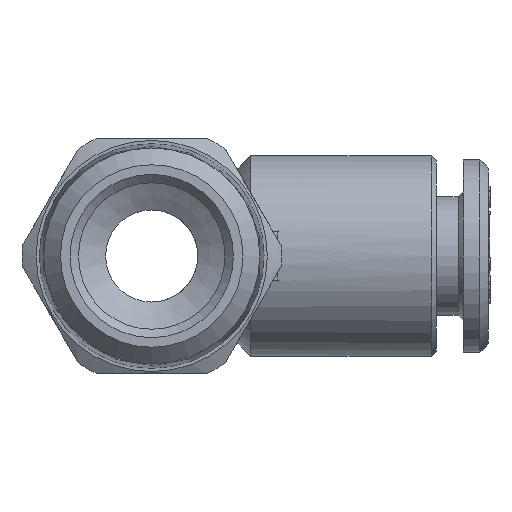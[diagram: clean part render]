
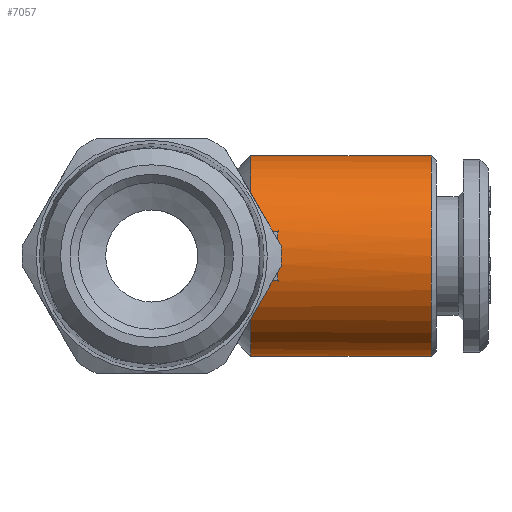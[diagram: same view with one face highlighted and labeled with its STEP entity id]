
A CAD part, front view. The second image highlights one B-rep face of the part: STEP entity #7057.
In plain terms, the highlighted cylindrical face has radius 6 mm (diameter 12 mm), a full revolution.
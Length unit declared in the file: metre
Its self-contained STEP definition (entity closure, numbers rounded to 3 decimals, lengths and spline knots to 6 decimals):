
#51=ELLIPSE('',#7228,0.030755,0.006);
#52=ELLIPSE('',#7327,0.030755,0.006);
#73=CYLINDRICAL_SURFACE('',#7332,0.006);
#128=CIRCLE('',#7276,0.006);
#131=CIRCLE('',#7289,0.006);
#134=CIRCLE('',#7331,0.006);
#2498=ORIENTED_EDGE('',*,*,#3218,.T.);
#2499=ORIENTED_EDGE('',*,*,#3247,.F.);
#2500=ORIENTED_EDGE('',*,*,#3065,.F.);
#2501=ORIENTED_EDGE('',*,*,#3092,.T.);
#2502=ORIENTED_EDGE('',*,*,#3245,.T.);
#2503=ORIENTED_EDGE('',*,*,#3179,.F.);
#2504=ORIENTED_EDGE('',*,*,#3083,.T.);
#2505=ORIENTED_EDGE('',*,*,#3081,.T.);
#3065=EDGE_CURVE('',#3670,#3671,#51,.T.);
#3081=EDGE_CURVE('',#3679,#3678,#3913,.T.);
#3083=EDGE_CURVE('',#3680,#3679,#3914,.T.);
#3092=EDGE_CURVE('',#3670,#3684,#3917,.T.);
#3179=EDGE_CURVE('',#3680,#3723,#128,.T.);
#3218=EDGE_CURVE('',#3737,#3737,#131,.T.);
#3245=EDGE_CURVE('',#3684,#3723,#52,.T.);
#3247=EDGE_CURVE('',#3671,#3678,#134,.T.);
#3670=VERTEX_POINT('',#12579);
#3671=VERTEX_POINT('',#12580);
#3678=VERTEX_POINT('',#12695);
#3679=VERTEX_POINT('',#12700);
#3680=VERTEX_POINT('',#12706);
#3684=VERTEX_POINT('',#12825);
#3723=VERTEX_POINT('',#13990);
#3737=VERTEX_POINT('',#14484);
#3913=B_SPLINE_CURVE_WITH_KNOTS('',3,(#12696,#12697,#12698,#12699),
 .UNSPECIFIED.,.F.,.F.,(4,4),(0.,0.000779),
 .UNSPECIFIED.);
#3914=B_SPLINE_CURVE_WITH_KNOTS('',3,(#12702,#12703,#12704,#12705),
 .UNSPECIFIED.,.F.,.F.,(4,4),(0.,0.000779),
 .UNSPECIFIED.);
#3917=B_SPLINE_CURVE_WITH_KNOTS('',3,(#12826,#12827,#12828,#12829),
 .UNSPECIFIED.,.F.,.F.,(4,4),(0.,0.003007),
 .UNSPECIFIED.);
#4303=EDGE_LOOP('',(#2498));
#4304=EDGE_LOOP('',(#2499,#2500,#2501,#2502,#2503,#2504,#2505));
#4656=FACE_BOUND('',#4303,.T.);
#4657=FACE_BOUND('',#4304,.T.);
#7057=ADVANCED_FACE('',(#4656,#4657),#73,.T.);
#7228=AXIS2_PLACEMENT_3D('',#12578,#7953,#7954);
#7276=AXIS2_PLACEMENT_3D('',#13989,#8116,#8117);
#7289=AXIS2_PLACEMENT_3D('',#14483,#8160,#8161);
#7327=AXIS2_PLACEMENT_3D('',#15190,#8258,#8259);
#7331=AXIS2_PLACEMENT_3D('',#15194,#8266,#8267);
#7332=AXIS2_PLACEMENT_3D('',#15195,#8268,#8269);
#7953=DIRECTION('',(0.195,0.,-0.981));
#7954=DIRECTION('',(0.981,0.,0.195));
#8116=DIRECTION('',(-1.,0.,0.));
#8117=DIRECTION('',(0.,0.,1.));
#8160=DIRECTION('',(-1.,0.,0.));
#8161=DIRECTION('',(0.,0.,1.));
#8258=DIRECTION('',(-0.195,0.,-0.981));
#8259=DIRECTION('',(0.981,0.,-0.195));
#8266=DIRECTION('',(-1.,0.,0.));
#8267=DIRECTION('',(0.,0.,1.));
#8268=DIRECTION('',(1.,0.,0.));
#8269=DIRECTION('',(0.,0.,1.));
#12578=CARTESIAN_POINT('',(0.,0.,0.));
#12579=CARTESIAN_POINT('',(0.007543,-0.005809,0.0015));
#12580=CARTESIAN_POINT('',(0.0059,-0.005884,0.001174));
#12695=CARTESIAN_POINT('',(0.0059,0.00595,0.000771));
#12696=CARTESIAN_POINT('',(0.006,0.006,0.));
#12697=CARTESIAN_POINT('',(0.006,0.006,0.000263));
#12698=CARTESIAN_POINT('',(0.005966,0.005983,0.000519));
#12699=CARTESIAN_POINT('',(0.0059,0.00595,0.000771));
#12700=CARTESIAN_POINT('',(0.006,0.006,0.));
#12702=CARTESIAN_POINT('',(0.0059,0.00595,-0.000771));
#12703=CARTESIAN_POINT('',(0.005966,0.005983,-0.000519));
#12704=CARTESIAN_POINT('',(0.006,0.006,-0.000263));
#12705=CARTESIAN_POINT('',(0.006,0.006,0.));
#12706=CARTESIAN_POINT('',(0.0059,0.00595,-0.000771));
#12825=CARTESIAN_POINT('',(0.007543,-0.005809,-0.0015));
#12826=CARTESIAN_POINT('',(0.007543,-0.005809,0.0015));
#12827=CARTESIAN_POINT('',(0.007479,-0.006065,0.000513));
#12828=CARTESIAN_POINT('',(0.007479,-0.006064,-0.000513));
#12829=CARTESIAN_POINT('',(0.007543,-0.005809,-0.0015));
#13989=CARTESIAN_POINT('',(0.0059,0.,0.));
#13990=CARTESIAN_POINT('',(0.0059,-0.005884,-0.001174));
#14483=CARTESIAN_POINT('',(0.0167,0.,0.));
#14484=CARTESIAN_POINT('',(0.0167,0.,0.006));
#15190=CARTESIAN_POINT('',(0.,0.,0.));
#15194=CARTESIAN_POINT('',(0.0059,0.,0.));
#15195=CARTESIAN_POINT('',(-0.00345,0.,0.));
